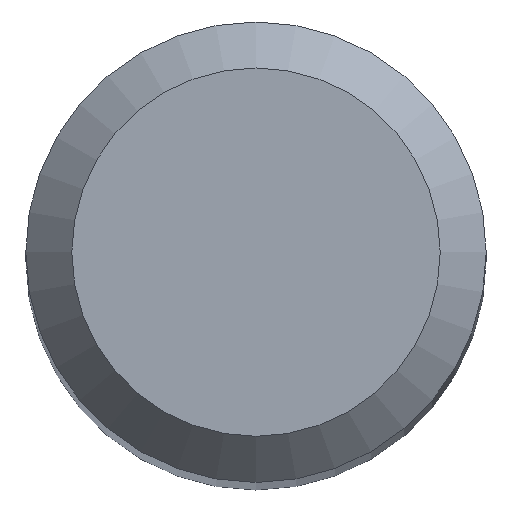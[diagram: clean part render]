
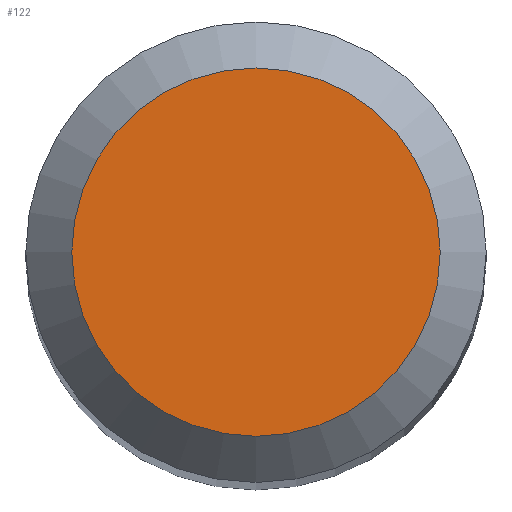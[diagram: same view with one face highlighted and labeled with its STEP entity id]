
A CAD part, top view. The second image highlights one B-rep face of the part: STEP entity #122.
In plain terms, the highlighted planar face has unit normal (0, 0, 1).
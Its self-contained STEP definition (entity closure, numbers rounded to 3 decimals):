
#43 = CARTESIAN_POINT ( 'NONE',  ( 0., 0., 38. ) ) ;
#54 = EDGE_LOOP ( 'NONE', ( #189 ) ) ;
#71 = CIRCLE ( 'NONE', #236, 1.2 ) ;
#76 = DIRECTION ( 'NONE',  ( 0., 0., -1. ) ) ;
#81 = EDGE_CURVE ( 'NONE', #105, #105, #71, .T. ) ;
#93 = PLANE ( 'NONE',  #119 ) ;
#105 = VERTEX_POINT ( 'NONE', #140 ) ;
#119 = AXIS2_PLACEMENT_3D ( 'NONE', #242, #76, #207 ) ;
#122 = ADVANCED_FACE ( 'NONE', ( #191 ), #93, .F. ) ;
#140 = CARTESIAN_POINT ( 'NONE',  ( 0., 1.2, 38. ) ) ;
#176 = DIRECTION ( 'NONE',  ( 0., 0., -1. ) ) ;
#189 = ORIENTED_EDGE ( 'NONE', *, *, #81, .F. ) ;
#191 = FACE_OUTER_BOUND ( 'NONE', #54, .T. ) ;
#193 = DIRECTION ( 'NONE',  ( 0., 1., 0. ) ) ;
#207 = DIRECTION ( 'NONE',  ( 0., 1., 0. ) ) ;
#236 = AXIS2_PLACEMENT_3D ( 'NONE', #43, #176, #193 ) ;
#242 = CARTESIAN_POINT ( 'NONE',  ( 0., 0., 38. ) ) ;
